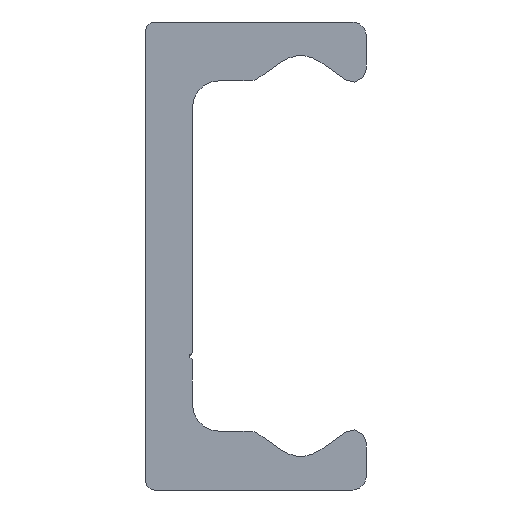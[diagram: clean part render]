
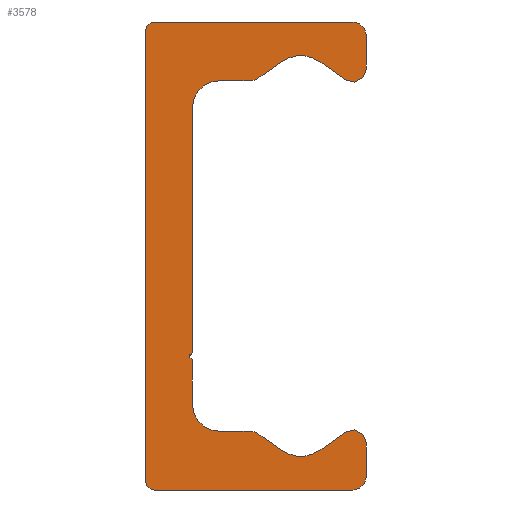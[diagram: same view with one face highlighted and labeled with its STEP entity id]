
A CAD part, left-side view. The second image highlights one B-rep face of the part: STEP entity #3578.
In plain terms, the highlighted planar face has unit normal (-1, 0, 0).
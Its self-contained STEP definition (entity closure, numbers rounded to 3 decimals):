
#2530=CARTESIAN_POINT('',(0.0,4.75,-7.25));
#2531=VERTEX_POINT('',#2530);
#2538=CARTESIAN_POINT('',(0.0,4.75,-7.75));
#2539=VERTEX_POINT('',#2538);
#2540=CARTESIAN_POINT('',(0.0,4.75,-7.5));
#2541=DIRECTION('',(-1.0,0.0,0.0));
#2542=DIRECTION('',(0.0,0.0,1.0));
#2543=AXIS2_PLACEMENT_3D('',#2540,#2541,#2542);
#2544=CIRCLE('',#2543,0.25);
#2545=EDGE_CURVE('',#2531,#2539,#2544,.T.);
#2655=CARTESIAN_POINT('',(0.0,4.75,11.1));
#2656=VERTEX_POINT('',#2655);
#2663=CARTESIAN_POINT('',(0.0,4.75,11.1));
#2664=DIRECTION('',(0.0,0.0,-1.0));
#2665=VECTOR('',#2664,18.35);
#2666=LINE('',#2663,#2665);
#2667=EDGE_CURVE('',#2656,#2531,#2666,.T.);
#2733=CARTESIAN_POINT('',(0.0,7.6,-17.5));
#2734=VERTEX_POINT('',#2733);
#2741=CARTESIAN_POINT('',(0.0,8.25,-16.85));
#2742=VERTEX_POINT('',#2741);
#2743=CARTESIAN_POINT('',(0.0,7.6,-16.85));
#2744=DIRECTION('',(1.0,0.0,0.0));
#2745=DIRECTION('',(0.0,0.0,-1.0));
#2746=AXIS2_PLACEMENT_3D('',#2743,#2744,#2745);
#2747=CIRCLE('',#2746,0.65);
#2748=EDGE_CURVE('',#2734,#2742,#2747,.T.);
#2772=CARTESIAN_POINT('',(0.0,-7.25,-17.5));
#2773=VERTEX_POINT('',#2772);
#2780=CARTESIAN_POINT('',(0.0,-7.25,-17.5));
#2781=DIRECTION('',(0.0,1.0,0.0));
#2782=VECTOR('',#2781,14.85);
#2783=LINE('',#2780,#2782);
#2784=EDGE_CURVE('',#2773,#2734,#2783,.T.);
#2804=CARTESIAN_POINT('',(0.0,-8.25,-16.5));
#2805=VERTEX_POINT('',#2804);
#2812=CARTESIAN_POINT('',(0.0,-7.25,-16.5));
#2813=DIRECTION('',(1.0,0.0,0.0));
#2814=DIRECTION('',(0.0,-1.0,0.0));
#2815=AXIS2_PLACEMENT_3D('',#2812,#2813,#2814);
#2816=CIRCLE('',#2815,1.0);
#2817=EDGE_CURVE('',#2805,#2773,#2816,.T.);
#2836=CARTESIAN_POINT('',(0.0,-8.25,-13.98));
#2837=VERTEX_POINT('',#2836);
#2844=CARTESIAN_POINT('',(0.0,-8.25,-13.98));
#2845=DIRECTION('',(0.0,0.0,-1.0));
#2846=VECTOR('',#2845,2.52);
#2847=LINE('',#2844,#2846);
#2848=EDGE_CURVE('',#2837,#2805,#2847,.T.);
#2868=CARTESIAN_POINT('',(0.0,-6.708,-13.177));
#2869=VERTEX_POINT('',#2868);
#2876=CARTESIAN_POINT('',(0.0,-7.27,-13.98));
#2877=DIRECTION('',(1.0,0.0,0.0));
#2878=DIRECTION('',(0.0,0.574,0.819));
#2879=AXIS2_PLACEMENT_3D('',#2876,#2877,#2878);
#2880=CIRCLE('',#2879,0.98);
#2881=EDGE_CURVE('',#2869,#2837,#2880,.T.);
#2900=CARTESIAN_POINT('',(0.0,-4.784,-14.524));
#2901=VERTEX_POINT('',#2900);
#2908=CARTESIAN_POINT('',(0.0,-4.784,-14.524));
#2909=DIRECTION('',(0.0,-0.819,0.574));
#2910=VECTOR('',#2909,2.349);
#2911=LINE('',#2908,#2910);
#2912=EDGE_CURVE('',#2901,#2869,#2911,.T.);
#2932=CARTESIAN_POINT('',(0.0,-1.916,-14.524));
#2933=VERTEX_POINT('',#2932);
#2940=CARTESIAN_POINT('',(0.0,-3.35,-12.477));
#2941=DIRECTION('',(-1.0,0.0,0.0));
#2942=DIRECTION('',(0.0,0.574,0.819));
#2943=AXIS2_PLACEMENT_3D('',#2940,#2941,#2942);
#2944=CIRCLE('',#2943,2.5);
#2945=EDGE_CURVE('',#2933,#2901,#2944,.T.);
#2964=CARTESIAN_POINT('',(0.0,-0.14,-13.281));
#2965=VERTEX_POINT('',#2964);
#2972=CARTESIAN_POINT('',(0.0,-0.14,-13.281));
#2973=DIRECTION('',(0.0,-0.819,-0.574));
#2974=VECTOR('',#2973,2.168);
#2975=LINE('',#2972,#2974);
#2976=EDGE_CURVE('',#2965,#2933,#2975,.T.);
#2996=CARTESIAN_POINT('',(0.0,0.433,-13.1));
#2997=VERTEX_POINT('',#2996);
#3004=CARTESIAN_POINT('',(0.0,0.433,-14.1));
#3005=DIRECTION('',(1.0,0.0,0.0));
#3006=DIRECTION('',(0.0,0.0,1.0));
#3007=AXIS2_PLACEMENT_3D('',#3004,#3005,#3006);
#3008=CIRCLE('',#3007,1.);
#3009=EDGE_CURVE('',#2997,#2965,#3008,.T.);
#3028=CARTESIAN_POINT('',(0.0,2.75,-13.1));
#3029=VERTEX_POINT('',#3028);
#3036=CARTESIAN_POINT('',(0.0,2.75,-13.1));
#3037=DIRECTION('',(0.0,-1.0,0.0));
#3038=VECTOR('',#3037,2.317);
#3039=LINE('',#3036,#3038);
#3040=EDGE_CURVE('',#3029,#2997,#3039,.T.);
#3060=CARTESIAN_POINT('',(0.0,4.75,-11.1));
#3061=VERTEX_POINT('',#3060);
#3068=CARTESIAN_POINT('',(0.0,2.75,-11.1));
#3069=DIRECTION('',(-1.0,0.0,0.0));
#3070=DIRECTION('',(0.0,0.0,1.0));
#3071=AXIS2_PLACEMENT_3D('',#3068,#3069,#3070);
#3072=CIRCLE('',#3071,2.0);
#3073=EDGE_CURVE('',#3061,#3029,#3072,.T.);
#3091=CARTESIAN_POINT('',(0.0,4.75,-7.75));
#3092=DIRECTION('',(0.0,0.0,-1.0));
#3093=VECTOR('',#3092,3.35);
#3094=LINE('',#3091,#3093);
#3095=EDGE_CURVE('',#2539,#3061,#3094,.T.);
#3115=CARTESIAN_POINT('',(0.0,2.75,13.1));
#3116=VERTEX_POINT('',#3115);
#3123=CARTESIAN_POINT('',(0.0,2.75,11.1));
#3124=DIRECTION('',(-1.0,0.0,0.0));
#3125=DIRECTION('',(0.0,-1.0,0.0));
#3126=AXIS2_PLACEMENT_3D('',#3123,#3124,#3125);
#3127=CIRCLE('',#3126,2.0);
#3128=EDGE_CURVE('',#3116,#2656,#3127,.T.);
#3147=CARTESIAN_POINT('',(0.0,0.433,13.1));
#3148=VERTEX_POINT('',#3147);
#3155=CARTESIAN_POINT('',(0.0,0.433,13.1));
#3156=DIRECTION('',(0.0,1.0,0.0));
#3157=VECTOR('',#3156,2.317);
#3158=LINE('',#3155,#3157);
#3159=EDGE_CURVE('',#3148,#3116,#3158,.T.);
#3179=CARTESIAN_POINT('',(0.0,-0.14,13.281));
#3180=VERTEX_POINT('',#3179);
#3187=CARTESIAN_POINT('',(0.0,0.433,14.1));
#3188=DIRECTION('',(1.0,0.0,0.0));
#3189=DIRECTION('',(0.0,-0.574,-0.819));
#3190=AXIS2_PLACEMENT_3D('',#3187,#3188,#3189);
#3191=CIRCLE('',#3190,1.);
#3192=EDGE_CURVE('',#3180,#3148,#3191,.T.);
#3211=CARTESIAN_POINT('',(0.0,-1.916,14.524));
#3212=VERTEX_POINT('',#3211);
#3219=CARTESIAN_POINT('',(0.0,-1.916,14.524));
#3220=DIRECTION('',(0.0,0.819,-0.574));
#3221=VECTOR('',#3220,2.168);
#3222=LINE('',#3219,#3221);
#3223=EDGE_CURVE('',#3212,#3180,#3222,.T.);
#3243=CARTESIAN_POINT('',(0.0,-4.784,14.524));
#3244=VERTEX_POINT('',#3243);
#3251=CARTESIAN_POINT('',(0.0,-3.35,12.477));
#3252=DIRECTION('',(-1.0,0.0,0.0));
#3253=DIRECTION('',(0.0,-0.574,-0.819));
#3254=AXIS2_PLACEMENT_3D('',#3251,#3252,#3253);
#3255=CIRCLE('',#3254,2.5);
#3256=EDGE_CURVE('',#3244,#3212,#3255,.T.);
#3275=CARTESIAN_POINT('',(0.0,-6.708,13.177));
#3276=VERTEX_POINT('',#3275);
#3283=CARTESIAN_POINT('',(0.0,-6.708,13.177));
#3284=DIRECTION('',(0.0,0.819,0.574));
#3285=VECTOR('',#3284,2.349);
#3286=LINE('',#3283,#3285);
#3287=EDGE_CURVE('',#3276,#3244,#3286,.T.);
#3307=CARTESIAN_POINT('',(0.0,-8.25,13.98));
#3308=VERTEX_POINT('',#3307);
#3315=CARTESIAN_POINT('',(0.0,-7.27,13.98));
#3316=DIRECTION('',(1.0,0.0,0.0));
#3317=DIRECTION('',(0.0,-1.0,0.0));
#3318=AXIS2_PLACEMENT_3D('',#3315,#3316,#3317);
#3319=CIRCLE('',#3318,0.98);
#3320=EDGE_CURVE('',#3308,#3276,#3319,.T.);
#3339=CARTESIAN_POINT('',(0.0,-8.25,16.5));
#3340=VERTEX_POINT('',#3339);
#3347=CARTESIAN_POINT('',(0.0,-8.25,16.5));
#3348=DIRECTION('',(0.0,0.0,-1.0));
#3349=VECTOR('',#3348,2.52);
#3350=LINE('',#3347,#3349);
#3351=EDGE_CURVE('',#3340,#3308,#3350,.T.);
#3371=CARTESIAN_POINT('',(0.0,-7.25,17.5));
#3372=VERTEX_POINT('',#3371);
#3379=CARTESIAN_POINT('',(0.0,-7.25,16.5));
#3380=DIRECTION('',(1.0,0.0,0.0));
#3381=DIRECTION('',(0.0,0.0,1.0));
#3382=AXIS2_PLACEMENT_3D('',#3379,#3380,#3381);
#3383=CIRCLE('',#3382,1.0);
#3384=EDGE_CURVE('',#3372,#3340,#3383,.T.);
#3403=CARTESIAN_POINT('',(0.0,7.6,17.5));
#3404=VERTEX_POINT('',#3403);
#3411=CARTESIAN_POINT('',(0.0,7.6,17.5));
#3412=DIRECTION('',(0.0,-1.0,0.0));
#3413=VECTOR('',#3412,14.85);
#3414=LINE('',#3411,#3413);
#3415=EDGE_CURVE('',#3404,#3372,#3414,.T.);
#3435=CARTESIAN_POINT('',(0.0,8.25,16.85));
#3436=VERTEX_POINT('',#3435);
#3443=CARTESIAN_POINT('',(0.0,7.6,16.85));
#3444=DIRECTION('',(1.0,0.0,0.0));
#3445=DIRECTION('',(0.0,1.0,0.0));
#3446=AXIS2_PLACEMENT_3D('',#3443,#3444,#3445);
#3447=CIRCLE('',#3446,0.65);
#3448=EDGE_CURVE('',#3436,#3404,#3447,.T.);
#3466=CARTESIAN_POINT('',(0.0,8.25,-16.85));
#3467=DIRECTION('',(0.0,0.0,1.0));
#3468=VECTOR('',#3467,33.7);
#3469=LINE('',#3466,#3468);
#3470=EDGE_CURVE('',#2742,#3436,#3469,.T.);
#3545=CARTESIAN_POINT('',(0.0,2.258,-0.017));
#3546=DIRECTION('',(1.0,0.0,0.0));
#3547=DIRECTION('',(0.0,0.0,-1.0));
#3548=AXIS2_PLACEMENT_3D('',#3545,#3546,#3547);
#3549=PLANE('',#3548);
#3550=ORIENTED_EDGE('',*,*,#3470,.F.);
#3551=ORIENTED_EDGE('',*,*,#2748,.F.);
#3552=ORIENTED_EDGE('',*,*,#2784,.F.);
#3553=ORIENTED_EDGE('',*,*,#2817,.F.);
#3554=ORIENTED_EDGE('',*,*,#2848,.F.);
#3555=ORIENTED_EDGE('',*,*,#2881,.F.);
#3556=ORIENTED_EDGE('',*,*,#2912,.F.);
#3557=ORIENTED_EDGE('',*,*,#2945,.F.);
#3558=ORIENTED_EDGE('',*,*,#2976,.F.);
#3559=ORIENTED_EDGE('',*,*,#3009,.F.);
#3560=ORIENTED_EDGE('',*,*,#3040,.F.);
#3561=ORIENTED_EDGE('',*,*,#3073,.F.);
#3562=ORIENTED_EDGE('',*,*,#3095,.F.);
#3563=ORIENTED_EDGE('',*,*,#2545,.F.);
#3564=ORIENTED_EDGE('',*,*,#2667,.F.);
#3565=ORIENTED_EDGE('',*,*,#3128,.F.);
#3566=ORIENTED_EDGE('',*,*,#3159,.F.);
#3567=ORIENTED_EDGE('',*,*,#3192,.F.);
#3568=ORIENTED_EDGE('',*,*,#3223,.F.);
#3569=ORIENTED_EDGE('',*,*,#3256,.F.);
#3570=ORIENTED_EDGE('',*,*,#3287,.F.);
#3571=ORIENTED_EDGE('',*,*,#3320,.F.);
#3572=ORIENTED_EDGE('',*,*,#3351,.F.);
#3573=ORIENTED_EDGE('',*,*,#3384,.F.);
#3574=ORIENTED_EDGE('',*,*,#3415,.F.);
#3575=ORIENTED_EDGE('',*,*,#3448,.F.);
#3576=EDGE_LOOP('',(#3550,#3551,#3552,#3553,#3554,#3555,#3556,#3557,#3558,#3559,#3560,#3561,#3562,#3563,#3564,#3565,#3566,#3567,#3568,#3569,#3570,#3571,#3572,#3573,#3574,#3575));
#3577=FACE_OUTER_BOUND('',#3576,.T.);
#3578=ADVANCED_FACE('',(#3577),#3549,.F.);
